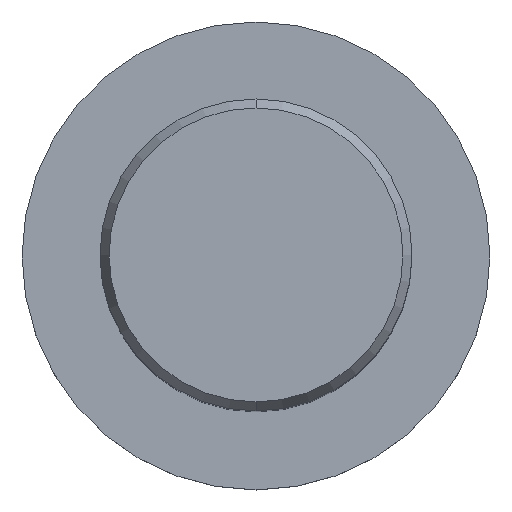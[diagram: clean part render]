
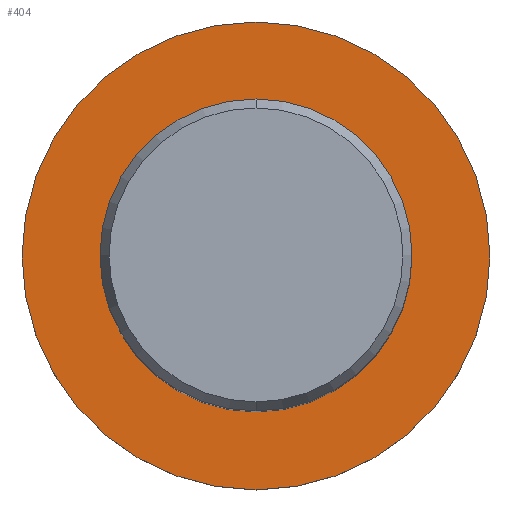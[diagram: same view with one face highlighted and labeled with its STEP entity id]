
A CAD part, top view. The second image highlights one B-rep face of the part: STEP entity #404.
In plain terms, the highlighted planar face has unit normal (0, 0, 1).
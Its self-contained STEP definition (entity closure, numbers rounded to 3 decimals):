
#260=EDGE_CURVE('',#400,#296,#553,.T.);
#288=VERTEX_POINT('',#587);
#296=VERTEX_POINT('',#596);
#298=EDGE_CURVE('',#302,#288,#598,.T.);
#302=VERTEX_POINT('',#603);
#318=EDGE_CURVE('',#288,#302,#621,.T.);
#400=VERTEX_POINT('',#710);
#402=EDGE_CURVE('',#296,#400,#712,.T.);
#404=ADVANCED_FACE('',(#714,#715),#716,.T.);
#553=CIRCLE('',#1082,24.0);
#587=CARTESIAN_POINT('',(0.0,16.0,-60.0));
#596=CARTESIAN_POINT('',(0.0,24.0,-60.0));
#598=CIRCLE('',#1146,16.0);
#603=CARTESIAN_POINT('',(0.,-16.0,-60.0));
#621=CIRCLE('',#1173,16.0);
#710=CARTESIAN_POINT('',(0.,-24.0,-60.0));
#712=CIRCLE('',#1371,24.0);
#714=FACE_BOUND('',#1373,.T.);
#715=FACE_OUTER_BOUND('',#1374,.T.);
#716=PLANE('',#1375);
#1082=AXIS2_PLACEMENT_3D('',#1507,#1508,#1509);
#1146=AXIS2_PLACEMENT_3D('',#1588,#1589,#1590);
#1173=AXIS2_PLACEMENT_3D('',#1623,#1624,#1625);
#1371=AXIS2_PLACEMENT_3D('',#1713,#1714,#1715);
#1373=EDGE_LOOP('',(#1717,#1718));
#1374=EDGE_LOOP('',(#1719,#1720));
#1375=AXIS2_PLACEMENT_3D('',#1721,#1722,#1723);
#1507=CARTESIAN_POINT('',(0.0,0.0,-60.0));
#1508=DIRECTION('',(0.0,0.0,-1.0));
#1509=DIRECTION('',(0.0,1.0,0.0));
#1588=CARTESIAN_POINT('',(0.0,0.0,-60.0));
#1589=DIRECTION('',(-0.0,0.0,-1.0));
#1590=DIRECTION('',(0.0,1.0,0.0));
#1623=CARTESIAN_POINT('',(0.0,0.0,-60.0));
#1624=DIRECTION('',(-0.0,0.0,-1.0));
#1625=DIRECTION('',(0.0,1.0,0.0));
#1713=CARTESIAN_POINT('',(0.0,0.0,-60.0));
#1714=DIRECTION('',(0.0,0.0,-1.0));
#1715=DIRECTION('',(0.0,1.0,0.0));
#1717=ORIENTED_EDGE('',*,*,#318,.T.);
#1718=ORIENTED_EDGE('',*,*,#298,.T.);
#1719=ORIENTED_EDGE('',*,*,#402,.F.);
#1720=ORIENTED_EDGE('',*,*,#260,.F.);
#1721=CARTESIAN_POINT('',(0.0,12.0,-60.0));
#1722=DIRECTION('',(-0.0,0.0,1.0));
#1723=DIRECTION('',(0.0,-1.0,0.0));
